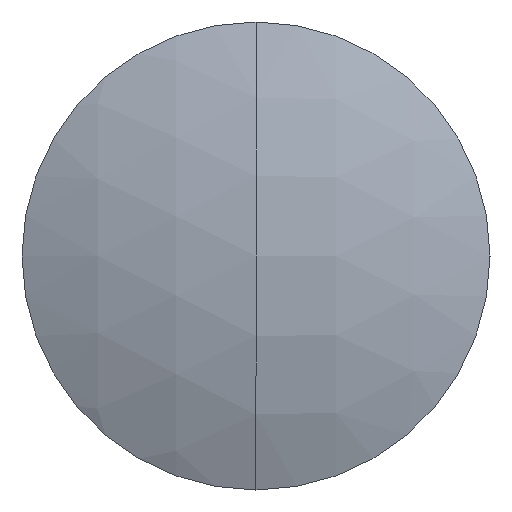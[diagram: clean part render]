
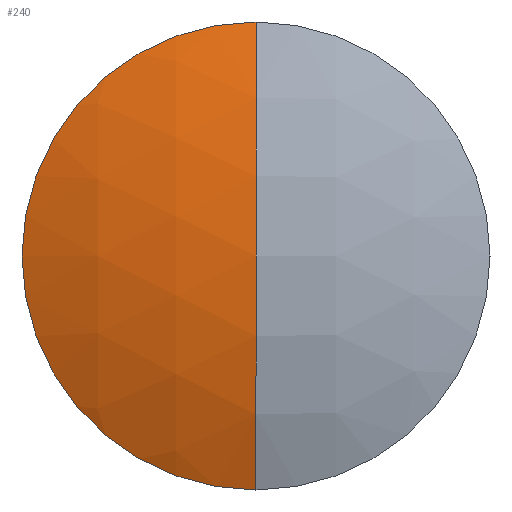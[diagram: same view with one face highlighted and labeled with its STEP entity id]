
A CAD part, left-side view. The second image highlights one B-rep face of the part: STEP entity #240.
In plain terms, the highlighted spherical face has radius 65.8 mm.
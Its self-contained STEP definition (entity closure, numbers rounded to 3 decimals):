
#6 = AXIS2_PLACEMENT_3D ( 'NONE', #162, #53, #134 ) ;
#39 = DIRECTION ( 'NONE',  ( 0., 1., 0. ) ) ;
#48 = AXIS2_PLACEMENT_3D ( 'NONE', #192, #39, #329 ) ;
#49 = CIRCLE ( 'NONE', #6, 65.8 ) ;
#53 = DIRECTION ( 'NONE',  ( 0., 1., 0. ) ) ;
#71 = ORIENTED_EDGE ( 'NONE', *, *, #84, .T. ) ;
#76 = ORIENTED_EDGE ( 'NONE', *, *, #231, .F. ) ;
#84 = EDGE_CURVE ( 'NONE', #212, #304, #49, .T. ) ;
#87 = CARTESIAN_POINT ( 'NONE',  ( 534.259, 0., 0. ) ) ;
#107 = CIRCLE ( 'NONE', #332, 65.8 ) ;
#112 = DIRECTION ( 'NONE',  ( -1., 0., 0. ) ) ;
#134 = DIRECTION ( 'NONE',  ( 0., 0., 1. ) ) ;
#141 = DIRECTION ( 'NONE',  ( 0., 0., -1. ) ) ;
#162 = CARTESIAN_POINT ( 'NONE',  ( 594.958, 0., 0. ) ) ;
#163 = CIRCLE ( 'NONE', #263, 25.4 ) ;
#171 = CARTESIAN_POINT ( 'NONE',  ( 594.958, 0., 0. ) ) ;
#180 = SPHERICAL_SURFACE ( 'NONE', #48, 65.8 ) ;
#186 = FACE_OUTER_BOUND ( 'NONE', #249, .T. ) ;
#187 = ORIENTED_EDGE ( 'NONE', *, *, #194, .T. ) ;
#192 = CARTESIAN_POINT ( 'NONE',  ( 594.958, 0., 0. ) ) ;
#194 = EDGE_CURVE ( 'NONE', #295, #212, #163, .T. ) ;
#212 = VERTEX_POINT ( 'NONE', #339 ) ;
#231 = EDGE_CURVE ( 'NONE', #295, #304, #107, .T. ) ;
#240 = ADVANCED_FACE ( 'NONE', ( #186 ), #180, .T. ) ;
#249 = EDGE_LOOP ( 'NONE', ( #187, #71, #76 ) ) ;
#260 = DIRECTION ( 'NONE',  ( 0., 0., 1. ) ) ;
#263 = AXIS2_PLACEMENT_3D ( 'NONE', #87, #112, #260 ) ;
#264 = CARTESIAN_POINT ( 'NONE',  ( 534.259, 0., 25.4 ) ) ;
#283 = DIRECTION ( 'NONE',  ( 0., -1., 0. ) ) ;
#285 = CARTESIAN_POINT ( 'NONE',  ( 529.158, 0., 0. ) ) ;
#295 = VERTEX_POINT ( 'NONE', #264 ) ;
#304 = VERTEX_POINT ( 'NONE', #285 ) ;
#329 = DIRECTION ( 'NONE',  ( 0., 0., 1. ) ) ;
#332 = AXIS2_PLACEMENT_3D ( 'NONE', #171, #283, #141 ) ;
#339 = CARTESIAN_POINT ( 'NONE',  ( 534.259, 0., -25.4 ) ) ;
